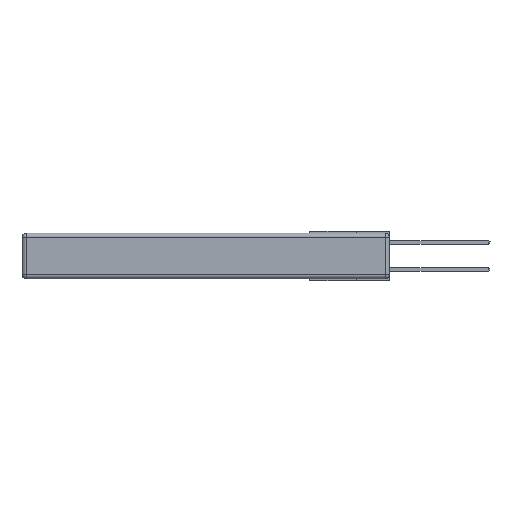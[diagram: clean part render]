
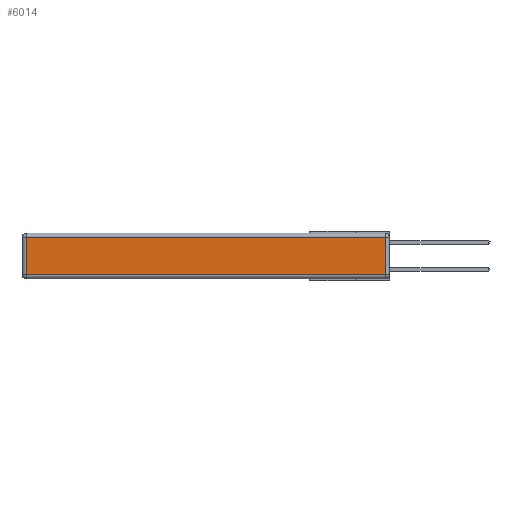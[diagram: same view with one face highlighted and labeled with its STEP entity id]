
A CAD part, left-side view. The second image highlights one B-rep face of the part: STEP entity #6014.
In plain terms, the highlighted planar face has unit normal (-1, 0, 0).
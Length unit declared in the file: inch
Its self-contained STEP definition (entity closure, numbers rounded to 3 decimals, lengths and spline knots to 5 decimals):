
#205 = EDGE_LOOP ( 'NONE', ( #4265, #15015, #7226, #10606 ) ) ;
#513 = FACE_OUTER_BOUND ( 'NONE', #205, .T. ) ;
#600 = VERTEX_POINT ( 'NONE', #9499 ) ;
#926 = AXIS2_PLACEMENT_3D ( 'NONE', #7517, #13808, #15334 ) ;
#1400 = DIRECTION ( 'NONE',  ( 0., 1., 0. ) ) ;
#2744 = CARTESIAN_POINT ( 'NONE',  ( 0., 2.75, -0.03 ) ) ;
#2846 = VECTOR ( 'NONE', #12511, 39.37008 ) ;
#3720 = DIRECTION ( 'NONE',  ( 0., 0., -1. ) ) ;
#3810 = VERTEX_POINT ( 'NONE', #8885 ) ;
#3933 = PLANE ( 'NONE',  #926 ) ;
#4174 = EDGE_CURVE ( 'NONE', #7619, #600, #13624, .T. ) ;
#4265 = ORIENTED_EDGE ( 'NONE', *, *, #13940, .T. ) ;
#5815 = LINE ( 'NONE', #2744, #11020 ) ;
#5910 = VECTOR ( 'NONE', #9817, 39.37008 ) ;
#6014 = ADVANCED_FACE ( 'NONE', ( #513 ), #3933, .T. ) ;
#6240 = CARTESIAN_POINT ( 'NONE',  ( 0., 0., -0.313 ) ) ;
#7226 = ORIENTED_EDGE ( 'NONE', *, *, #9301, .T. ) ;
#7278 = CARTESIAN_POINT ( 'NONE',  ( 0., 2.72, -0.343 ) ) ;
#7517 = CARTESIAN_POINT ( 'NONE',  ( 0., 0., -0.343 ) ) ;
#7619 = VERTEX_POINT ( 'NONE', #11174 ) ;
#8658 = CARTESIAN_POINT ( 'NONE',  ( 0., 0.03, -0.343 ) ) ;
#8885 = CARTESIAN_POINT ( 'NONE',  ( 0., 2.72, -0.03 ) ) ;
#9301 = EDGE_CURVE ( 'NONE', #600, #3810, #5815, .T. ) ;
#9499 = CARTESIAN_POINT ( 'NONE',  ( 0., 0.03, -0.03 ) ) ;
#9817 = DIRECTION ( 'NONE',  ( 0., 0., 1. ) ) ;
#10606 = ORIENTED_EDGE ( 'NONE', *, *, #14998, .T. ) ;
#11020 = VECTOR ( 'NONE', #1400, 39.37008 ) ;
#11174 = CARTESIAN_POINT ( 'NONE',  ( 0., 0.03, -0.313 ) ) ;
#11717 = LINE ( 'NONE', #6240, #2846 ) ;
#12511 = DIRECTION ( 'NONE',  ( 0., -1., 0. ) ) ;
#13065 = CARTESIAN_POINT ( 'NONE',  ( 0., 2.72, -0.313 ) ) ;
#13624 = LINE ( 'NONE', #8658, #5910 ) ;
#13808 = DIRECTION ( 'NONE',  ( -1., 0., 0. ) ) ;
#13940 = EDGE_CURVE ( 'NONE', #14503, #7619, #11717, .T. ) ;
#14503 = VERTEX_POINT ( 'NONE', #13065 ) ;
#14609 = VECTOR ( 'NONE', #3720, 39.37008 ) ;
#14998 = EDGE_CURVE ( 'NONE', #3810, #14503, #15017, .T. ) ;
#15015 = ORIENTED_EDGE ( 'NONE', *, *, #4174, .T. ) ;
#15017 = LINE ( 'NONE', #7278, #14609 ) ;
#15334 = DIRECTION ( 'NONE',  ( 0., 0., 1. ) ) ;
